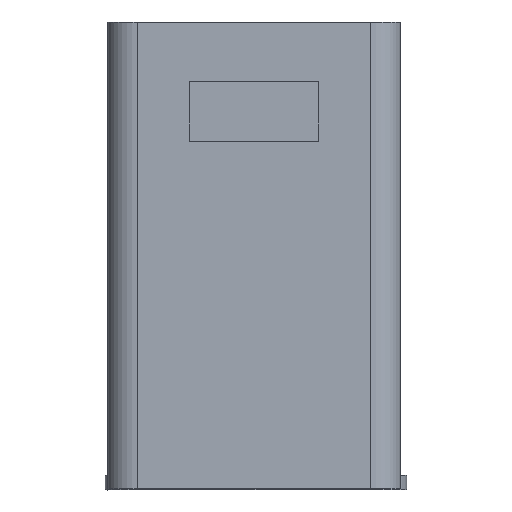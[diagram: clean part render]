
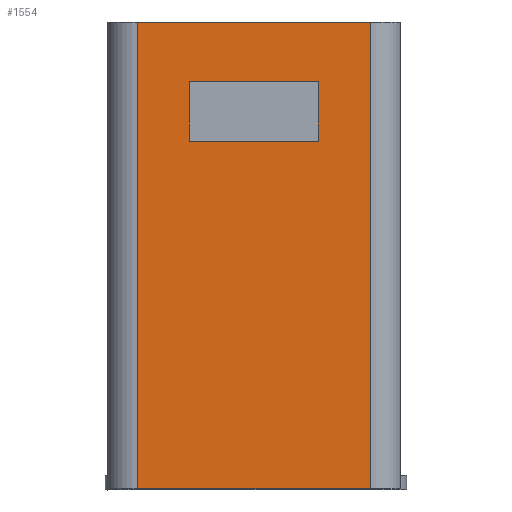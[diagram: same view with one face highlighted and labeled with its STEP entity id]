
A CAD part, left-side view. The second image highlights one B-rep face of the part: STEP entity #1554.
In plain terms, the highlighted face is planar.
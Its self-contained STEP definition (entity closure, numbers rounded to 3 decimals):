
#69=FACE_BOUND('',#201,.T.);
#111=FACE_OUTER_BOUND('',#200,.T.);
#200=EDGE_LOOP('',(#1154,#1155,#1156,#1157));
#201=EDGE_LOOP('',(#1158,#1159,#1160,#1161));
#403=LINE('',#2429,#558);
#404=LINE('',#2431,#559);
#405=LINE('',#2433,#560);
#406=LINE('',#2434,#561);
#407=LINE('',#2437,#562);
#408=LINE('',#2439,#563);
#409=LINE('',#2441,#564);
#410=LINE('',#2442,#565);
#558=VECTOR('',#1951,1000.);
#559=VECTOR('',#1952,1000.);
#560=VECTOR('',#1953,1000.);
#561=VECTOR('',#1954,1000.);
#562=VECTOR('',#1955,1000.);
#563=VECTOR('',#1956,1000.);
#564=VECTOR('',#1957,1000.);
#565=VECTOR('',#1958,1000.);
#718=VERTEX_POINT('',#2427);
#719=VERTEX_POINT('',#2428);
#720=VERTEX_POINT('',#2430);
#721=VERTEX_POINT('',#2432);
#722=VERTEX_POINT('',#2435);
#723=VERTEX_POINT('',#2436);
#724=VERTEX_POINT('',#2438);
#725=VERTEX_POINT('',#2440);
#889=EDGE_CURVE('',#718,#719,#403,.T.);
#890=EDGE_CURVE('',#718,#720,#404,.T.);
#891=EDGE_CURVE('',#721,#720,#405,.T.);
#892=EDGE_CURVE('',#721,#719,#406,.T.);
#893=EDGE_CURVE('',#722,#723,#407,.T.);
#894=EDGE_CURVE('',#723,#724,#408,.T.);
#895=EDGE_CURVE('',#724,#725,#409,.T.);
#896=EDGE_CURVE('',#725,#722,#410,.T.);
#1154=ORIENTED_EDGE('',*,*,#889,.F.);
#1155=ORIENTED_EDGE('',*,*,#890,.T.);
#1156=ORIENTED_EDGE('',*,*,#891,.F.);
#1157=ORIENTED_EDGE('',*,*,#892,.T.);
#1158=ORIENTED_EDGE('',*,*,#893,.T.);
#1159=ORIENTED_EDGE('',*,*,#894,.T.);
#1160=ORIENTED_EDGE('',*,*,#895,.T.);
#1161=ORIENTED_EDGE('',*,*,#896,.T.);
#1498=PLANE('',#1689);
#1554=ADVANCED_FACE('',(#111,#69),#1498,.F.);
#1689=AXIS2_PLACEMENT_3D('',#2426,#1949,#1950);
#1949=DIRECTION('center_axis',(0.,0.,-1.));
#1950=DIRECTION('ref_axis',(-1.,0.,0.));
#1951=DIRECTION('',(1.,0.,0.));
#1952=DIRECTION('',(0.,-1.,0.));
#1953=DIRECTION('',(-1.,0.,0.));
#1954=DIRECTION('',(0.,1.,0.));
#1955=DIRECTION('',(0.,-1.,0.));
#1956=DIRECTION('',(-1.,0.,0.));
#1957=DIRECTION('',(0.,1.,0.));
#1958=DIRECTION('',(1.,0.,0.));
#2426=CARTESIAN_POINT('Origin',(-17.,4.,35.));
#2427=CARTESIAN_POINT('',(-11.,4.,35.));
#2428=CARTESIAN_POINT('',(36.,4.,35.));
#2429=CARTESIAN_POINT('',(-17.,4.,35.));
#2430=CARTESIAN_POINT('',(-11.,-90.,35.));
#2431=CARTESIAN_POINT('',(-11.,4.,35.));
#2432=CARTESIAN_POINT('',(36.,-90.,35.));
#2433=CARTESIAN_POINT('',(42.,-90.,35.));
#2434=CARTESIAN_POINT('',(36.,4.,35.));
#2435=CARTESIAN_POINT('',(25.5,-66.,35.));
#2436=CARTESIAN_POINT('',(25.5,-78.,35.));
#2437=CARTESIAN_POINT('',(25.5,-78.,35.));
#2438=CARTESIAN_POINT('',(-0.5,-78.,35.));
#2439=CARTESIAN_POINT('',(25.5,-78.,35.));
#2440=CARTESIAN_POINT('',(-0.5,-66.,35.));
#2441=CARTESIAN_POINT('',(-0.5,-78.,35.));
#2442=CARTESIAN_POINT('',(25.5,-66.,35.));
